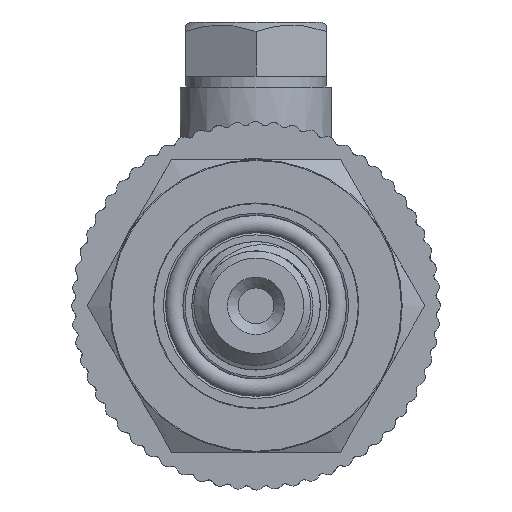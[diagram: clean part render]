
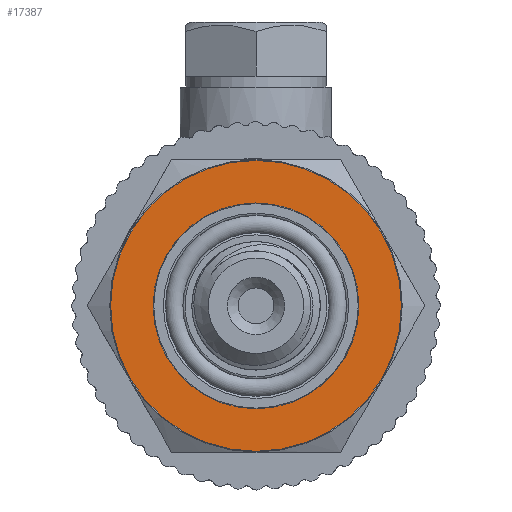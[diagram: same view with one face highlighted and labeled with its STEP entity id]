
A CAD part, left-side view. The second image highlights one B-rep face of the part: STEP entity #17387.
In plain terms, the highlighted planar face has unit normal (-1, 0, 0).
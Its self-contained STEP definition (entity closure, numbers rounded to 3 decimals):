
#624=PLANE('',#18332);
#806=FACE_BOUND('',#2177,.T.);
#1166=FACE_OUTER_BOUND('',#2176,.T.);
#2176=EDGE_LOOP('',(#12974));
#2177=EDGE_LOOP('',(#12975));
#2989=CIRCLE('',#18333,13.425);
#2990=CIRCLE('',#18334,9.5);
#7247=VERTEX_POINT('',#37088);
#7248=VERTEX_POINT('',#37090);
#9382=EDGE_CURVE('',#7247,#7247,#2989,.T.);
#9383=EDGE_CURVE('',#7248,#7248,#2990,.T.);
#12974=ORIENTED_EDGE('',*,*,#9382,.F.);
#12975=ORIENTED_EDGE('',*,*,#9383,.T.);
#17387=ADVANCED_FACE('',(#1166,#806),#624,.F.);
#18332=AXIS2_PLACEMENT_3D('',#37087,#20108,#20109);
#18333=AXIS2_PLACEMENT_3D('',#37089,#20110,#20111);
#18334=AXIS2_PLACEMENT_3D('',#37091,#20112,#20113);
#20108=DIRECTION('center_axis',(1.,0.,0.));
#20109=DIRECTION('ref_axis',(0.,0.,-1.));
#20110=DIRECTION('center_axis',(1.,0.,0.));
#20111=DIRECTION('ref_axis',(0.,1.,0.));
#20112=DIRECTION('center_axis',(1.,0.,0.));
#20113=DIRECTION('ref_axis',(0.,0.,-1.));
#37087=CARTESIAN_POINT('Origin',(-48.,9.5,0.));
#37088=CARTESIAN_POINT('',(-48.,-13.425,0.));
#37089=CARTESIAN_POINT('Origin',(-48.,0.,0.));
#37090=CARTESIAN_POINT('',(-48.,-9.5,0.));
#37091=CARTESIAN_POINT('Origin',(-48.,0.,0.));
